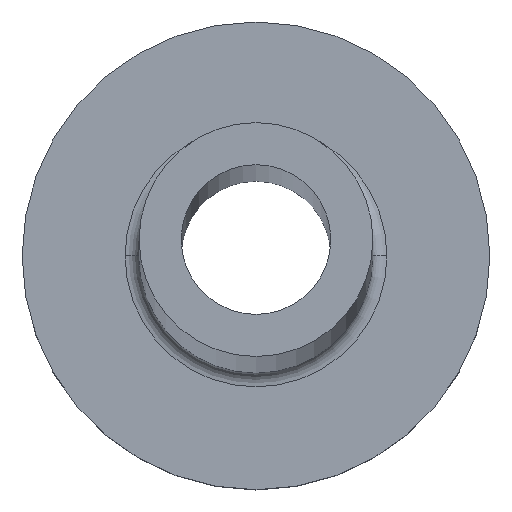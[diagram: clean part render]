
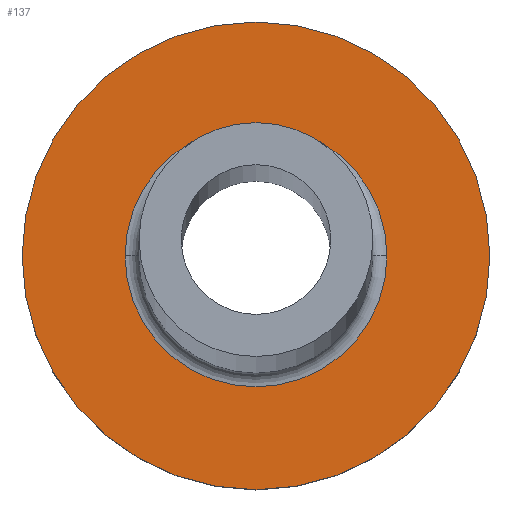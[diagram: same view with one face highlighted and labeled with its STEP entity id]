
A CAD part, top view. The second image highlights one B-rep face of the part: STEP entity #137.
In plain terms, the highlighted planar face has unit normal (0, 0, 1).
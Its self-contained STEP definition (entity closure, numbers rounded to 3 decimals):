
#6 = CARTESIAN_POINT ( 'NONE',  ( -5., 0., 3. ) ) ;
#12 = DIRECTION ( 'NONE',  ( 0., 0., 1. ) ) ;
#20 = DIRECTION ( 'NONE',  ( 1., 0., 0. ) ) ;
#22 = CARTESIAN_POINT ( 'NONE',  ( 0., 0., 3. ) ) ;
#34 = PLANE ( 'NONE',  #219 ) ;
#37 = ORIENTED_EDGE ( 'NONE', *, *, #349, .T. ) ;
#41 = EDGE_LOOP ( 'NONE', ( #37, #303 ) ) ;
#63 = FACE_OUTER_BOUND ( 'NONE', #41, .T. ) ;
#76 = CARTESIAN_POINT ( 'NONE',  ( 0., 0., 3. ) ) ;
#83 = CARTESIAN_POINT ( 'NONE',  ( -2.8, 0., 3. ) ) ;
#114 = VERTEX_POINT ( 'NONE', #6 ) ;
#124 = CARTESIAN_POINT ( 'NONE',  ( 0., 0., 3. ) ) ;
#129 = ORIENTED_EDGE ( 'NONE', *, *, #252, .T. ) ;
#132 = DIRECTION ( 'NONE',  ( 1., 0., 0. ) ) ;
#135 = DIRECTION ( 'NONE',  ( 1., 0., 0. ) ) ;
#136 = DIRECTION ( 'NONE',  ( 1., 0., 0. ) ) ;
#137 = ADVANCED_FACE ( 'NONE', ( #213, #63 ), #34, .T. ) ;
#138 = VERTEX_POINT ( 'NONE', #231 ) ;
#139 = CARTESIAN_POINT ( 'NONE',  ( 5., 0., 3. ) ) ;
#155 = EDGE_LOOP ( 'NONE', ( #205, #129 ) ) ;
#156 = CARTESIAN_POINT ( 'NONE',  ( 0., 0., 3. ) ) ;
#170 = CIRCLE ( 'NONE', #267, 5. ) ;
#205 = ORIENTED_EDGE ( 'NONE', *, *, #259, .T. ) ;
#206 = CIRCLE ( 'NONE', #256, 5. ) ;
#213 = FACE_BOUND ( 'NONE', #155, .T. ) ;
#219 = AXIS2_PLACEMENT_3D ( 'NONE', #124, #258, #135 ) ;
#229 = DIRECTION ( 'NONE',  ( 0., 0., -1. ) ) ;
#231 = CARTESIAN_POINT ( 'NONE',  ( 2.8, 0., 3. ) ) ;
#240 = DIRECTION ( 'NONE',  ( 0., 0., 1. ) ) ;
#241 = CIRCLE ( 'NONE', #362, 2.8 ) ;
#252 = EDGE_CURVE ( 'NONE', #323, #138, #343, .T. ) ;
#256 = AXIS2_PLACEMENT_3D ( 'NONE', #76, #12, #132 ) ;
#258 = DIRECTION ( 'NONE',  ( 0., 0., 1. ) ) ;
#259 = EDGE_CURVE ( 'NONE', #138, #323, #241, .T. ) ;
#267 = AXIS2_PLACEMENT_3D ( 'NONE', #22, #240, #20 ) ;
#282 = DIRECTION ( 'NONE',  ( 0., 0., -1. ) ) ;
#299 = EDGE_CURVE ( 'NONE', #363, #114, #206, .T. ) ;
#303 = ORIENTED_EDGE ( 'NONE', *, *, #299, .T. ) ;
#323 = VERTEX_POINT ( 'NONE', #83 ) ;
#338 = DIRECTION ( 'NONE',  ( 1., 0., 0. ) ) ;
#342 = CARTESIAN_POINT ( 'NONE',  ( 0., 0., 3. ) ) ;
#343 = CIRCLE ( 'NONE', #366, 2.8 ) ;
#349 = EDGE_CURVE ( 'NONE', #114, #363, #170, .T. ) ;
#362 = AXIS2_PLACEMENT_3D ( 'NONE', #156, #282, #136 ) ;
#363 = VERTEX_POINT ( 'NONE', #139 ) ;
#366 = AXIS2_PLACEMENT_3D ( 'NONE', #342, #229, #338 ) ;
